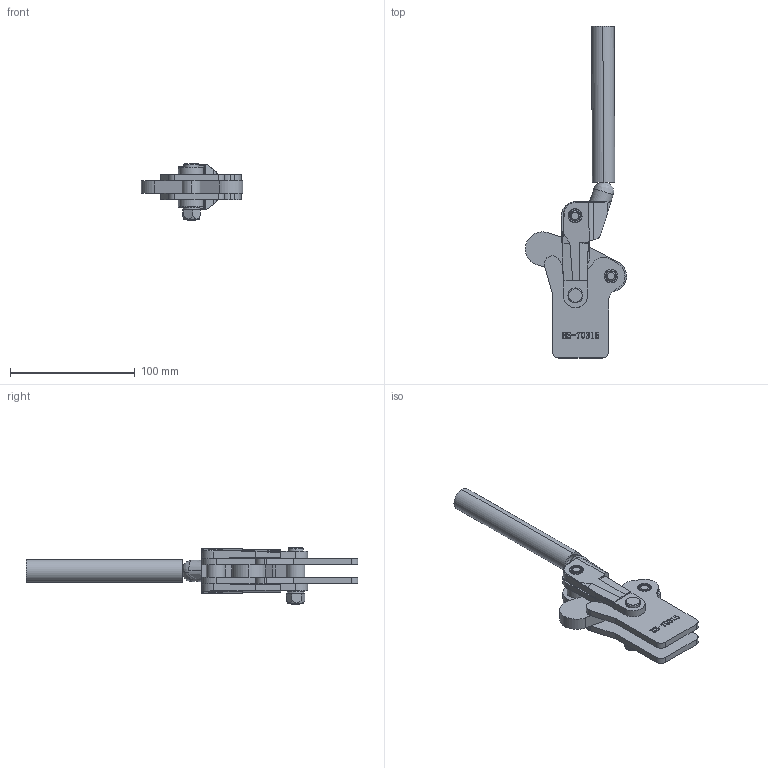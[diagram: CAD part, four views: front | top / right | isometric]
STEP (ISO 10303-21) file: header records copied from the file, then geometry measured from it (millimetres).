
FILE_DESCRIPTION (( 'STEP AP203' ), '1' );
FILE_NAME ('HS-70315 .STEP', '2019-08-23T08:56:52', ( '微软用户' ), ( '微软中国' ), 'SwSTEP 2.0', 'SolidWorks 2012', '' );
FILE_SCHEMA (( 'CONFIG_CONTROL_DESIGN' ));
Length unit declared in the file: millimetre
Products named in the file (13): HS-70315 ; 忒參奪; prevailing torque hex nuts 1-fine pitch gb_GB_HEXAGON_LOCK_TYPE2 M8-N; curved single coil spring lock washers gb_GB_FASTENER_WASHER_CSLW 8; 人头马; T倛种; 階杶; 騵艦杶; 揤梟; 种2; 种1; 蟀裝; 菁釱
Assembly tree (22 placements, depth 2):
  HS-70315 
    菁釱
    蟀裝  x2
    种1  x2
    种2
    揤梟
    騵艦杶  x8
    階杶  x2
    T倛种
    人头马
    curved single coil spring lock washers gb_GB_FASTENER_WASHER_CSLW 8
    prevailing torque hex nuts 1-fine pitch gb_GB_HEXAGON_LOCK_TYPE2 M8-N
    忒參奪
Bounding box: 81.06 x 265.76 x 45 mm (x, y, z)
Volume: 88016.5 mm3; surface area: 64125.4 mm2
Topology: 22 solids, 27 shells, 704 faces, 1789 edges, 1161 vertices
Faces by surface type: plane 317, cylinder 148, bspline 148, cone 91
Entity records: 30537 total; most frequent: CARTESIAN_POINT 15370, ORIENTED_EDGE 3068, DIRECTION 2292, EDGE_CURVE 1540, VERTEX_POINT 1015, LINE 968, VECTOR 968, AXIS2_PLACEMENT_3D 662
